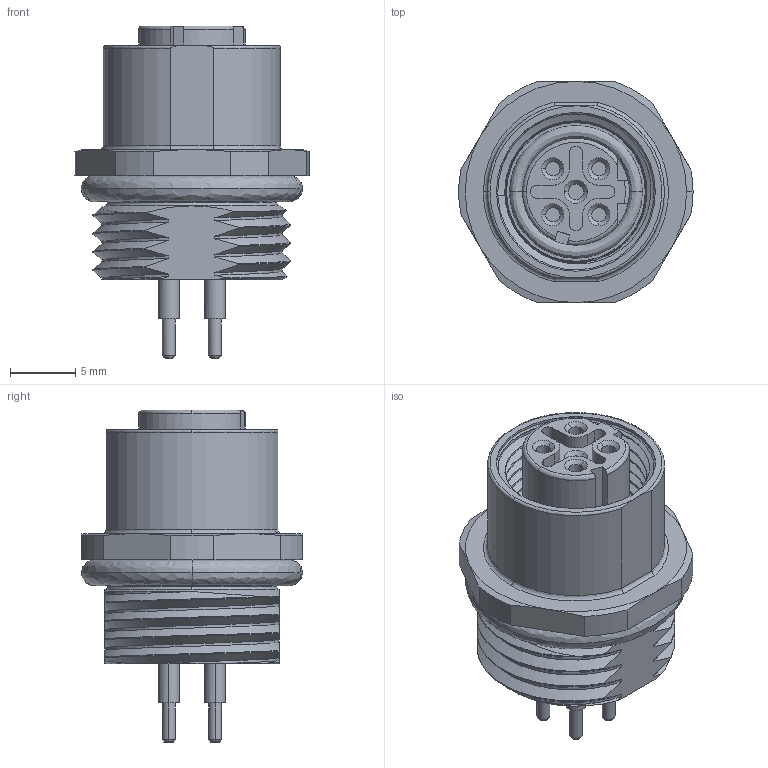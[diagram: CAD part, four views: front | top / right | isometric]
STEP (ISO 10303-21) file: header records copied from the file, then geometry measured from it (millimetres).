
FILE_DESCRIPTION (( 'STEP AP214' ), '1' );
FILE_NAME ('J80020A0222H50.STEP', '2018-02-26T11:11:46', ( '' ), ( '' ), 'SwSTEP 2.0', 'SolidWorks 2017', '' );
FILE_SCHEMA (( 'AUTOMOTIVE_DESIGN' ));
Length unit declared in the file: millimetre
Products named in the file (2): J80020A0222; J80020A0222H50
Assembly tree (1 placements, depth 2):
  J80020A0222H50
    J80020A0222
Bounding box: 17.98 x 17 x 25.5 mm (x, y, z)
Volume: 2162.8 mm3; surface area: 3245.7 mm2
Topology: 1 solids, 2 shells, 333 faces, 858 edges, 542 vertices
Faces by surface type: cylinder 138, plane 86, bspline 71, cone 38
Entity records: 21219 total; most frequent: CARTESIAN_POINT 14033, ORIENTED_EDGE 1708, DIRECTION 1253, EDGE_CURVE 854, VERTEX_POINT 542, AXIS2_PLACEMENT_3D 474, EDGE_LOOP 354, ADVANCED_FACE 333
